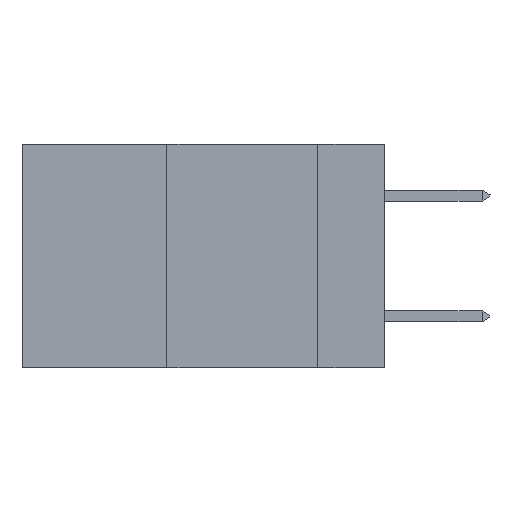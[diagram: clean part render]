
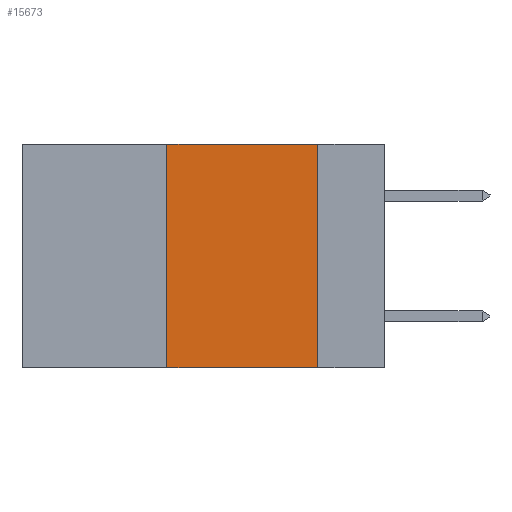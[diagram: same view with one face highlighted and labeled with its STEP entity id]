
A CAD part, left-side view. The second image highlights one B-rep face of the part: STEP entity #15673.
In plain terms, the highlighted planar face has unit normal (-1, 0, 0).
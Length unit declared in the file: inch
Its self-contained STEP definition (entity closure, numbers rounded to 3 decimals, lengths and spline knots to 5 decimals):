
#440 = ORIENTED_EDGE ( 'NONE', *, *, #4148, .T. ) ;
#871 = CARTESIAN_POINT ( 'NONE',  ( 0., 0.36, 0. ) ) ;
#2046 = CARTESIAN_POINT ( 'NONE',  ( 0., 0.6, 0. ) ) ;
#2652 = VECTOR ( 'NONE', #13811, 39.37008 ) ;
#2927 = ORIENTED_EDGE ( 'NONE', *, *, #6610, .F. ) ;
#3514 = DIRECTION ( 'NONE',  ( 0., 0., 1. ) ) ;
#3527 = LINE ( 'NONE', #2046, #18084 ) ;
#4121 = CARTESIAN_POINT ( 'NONE',  ( 0., 0.6, -0.37 ) ) ;
#4148 = EDGE_CURVE ( 'NONE', #17830, #18262, #14479, .T. ) ;
#4423 = DIRECTION ( 'NONE',  ( 1., 0., 0. ) ) ;
#5269 = VERTEX_POINT ( 'NONE', #6781 ) ;
#5346 = VERTEX_POINT ( 'NONE', #871 ) ;
#5841 = PLANE ( 'NONE',  #15942 ) ;
#5982 = EDGE_CURVE ( 'NONE', #5269, #18262, #15354, .T. ) ;
#6066 = CARTESIAN_POINT ( 'NONE',  ( 0., 0.6, 0. ) ) ;
#6193 = VECTOR ( 'NONE', #3514, 39.37008 ) ;
#6610 = EDGE_CURVE ( 'NONE', #17830, #5346, #11580, .T. ) ;
#6766 = ORIENTED_EDGE ( 'NONE', *, *, #5982, .F. ) ;
#6781 = CARTESIAN_POINT ( 'NONE',  ( 0., 0.11, 0. ) ) ;
#7703 = CARTESIAN_POINT ( 'NONE',  ( 0., 0.11, -0.37 ) ) ;
#7732 = EDGE_CURVE ( 'NONE', #5346, #5269, #3527, .T. ) ;
#8020 = CARTESIAN_POINT ( 'NONE',  ( 0., 0.36, -0.37 ) ) ;
#8598 = FACE_OUTER_BOUND ( 'NONE', #8671, .T. ) ;
#8671 = EDGE_LOOP ( 'NONE', ( #6766, #12368, #2927, #440 ) ) ;
#9009 = DIRECTION ( 'NONE',  ( 0., 0., -1. ) ) ;
#9317 = VECTOR ( 'NONE', #10185, 39.37008 ) ;
#10185 = DIRECTION ( 'NONE',  ( 0., -1., 0. ) ) ;
#11480 = CARTESIAN_POINT ( 'NONE',  ( 0., 0.36, 0. ) ) ;
#11580 = LINE ( 'NONE', #11480, #6193 ) ;
#12368 = ORIENTED_EDGE ( 'NONE', *, *, #7732, .F. ) ;
#12584 = DIRECTION ( 'NONE',  ( 0., -1., 0. ) ) ;
#13811 = DIRECTION ( 'NONE',  ( 0., 0., -1. ) ) ;
#14479 = LINE ( 'NONE', #4121, #9317 ) ;
#15299 = CARTESIAN_POINT ( 'NONE',  ( 0., 0.11, 0. ) ) ;
#15354 = LINE ( 'NONE', #15299, #2652 ) ;
#15673 = ADVANCED_FACE ( 'NONE', ( #8598 ), #5841, .F. ) ;
#15942 = AXIS2_PLACEMENT_3D ( 'NONE', #6066, #4423, #9009 ) ;
#17830 = VERTEX_POINT ( 'NONE', #8020 ) ;
#18084 = VECTOR ( 'NONE', #12584, 39.37008 ) ;
#18262 = VERTEX_POINT ( 'NONE', #7703 ) ;
